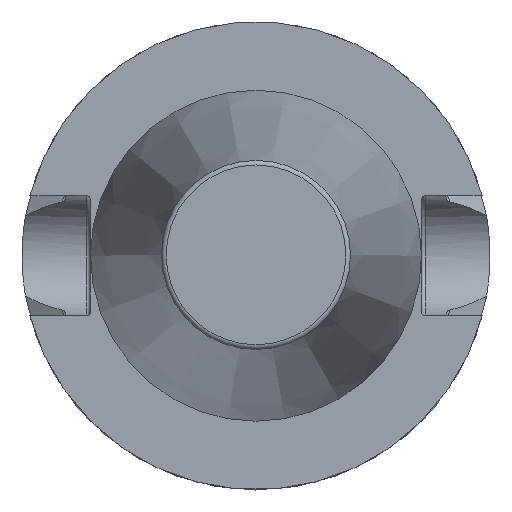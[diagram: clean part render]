
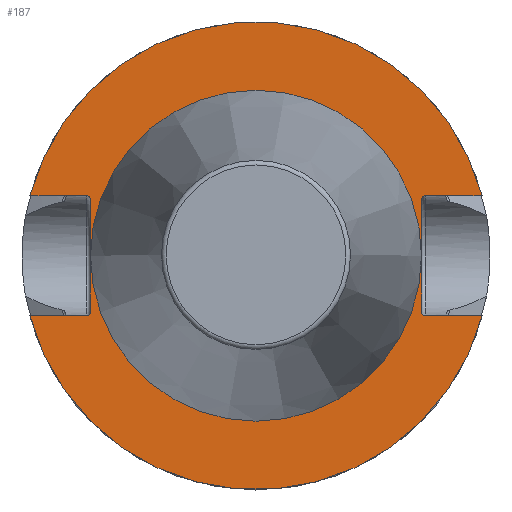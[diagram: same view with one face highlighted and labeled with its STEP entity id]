
A CAD part, top view. The second image highlights one B-rep face of the part: STEP entity #187.
In plain terms, the highlighted planar face has unit normal (0, 0, 1).
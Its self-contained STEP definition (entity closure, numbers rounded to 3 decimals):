
#134=LINE('',#1176,#160);
#135=LINE('',#1180,#161);
#136=LINE('',#1184,#162);
#137=LINE('',#1188,#163);
#138=LINE('',#1192,#164);
#139=LINE('',#1196,#165);
#160=VECTOR('',#939,1.);
#161=VECTOR('',#942,1.);
#162=VECTOR('',#945,1.);
#163=VECTOR('',#948,1.);
#164=VECTOR('',#951,1.);
#165=VECTOR('',#954,1.);
#187=ADVANCED_FACE('',(#251,#252),#239,.F.);
#239=PLANE('',#831);
#251=FACE_BOUND('',#299,.T.);
#252=FACE_BOUND('',#300,.T.);
#299=EDGE_LOOP('',(#375,#376,#377,#378,#379,#380,#381,#382,#383,#384,#385,
#386));
#300=EDGE_LOOP('',(#387));
#375=ORIENTED_EDGE('',*,*,#643,.T.);
#376=ORIENTED_EDGE('',*,*,#644,.F.);
#377=ORIENTED_EDGE('',*,*,#645,.T.);
#378=ORIENTED_EDGE('',*,*,#646,.F.);
#379=ORIENTED_EDGE('',*,*,#647,.T.);
#380=ORIENTED_EDGE('',*,*,#648,.T.);
#381=ORIENTED_EDGE('',*,*,#649,.T.);
#382=ORIENTED_EDGE('',*,*,#650,.F.);
#383=ORIENTED_EDGE('',*,*,#651,.T.);
#384=ORIENTED_EDGE('',*,*,#652,.T.);
#385=ORIENTED_EDGE('',*,*,#653,.T.);
#386=ORIENTED_EDGE('',*,*,#654,.T.);
#387=ORIENTED_EDGE('',*,*,#655,.T.);
#571=VERTEX_POINT('',#1174);
#572=VERTEX_POINT('',#1175);
#573=VERTEX_POINT('',#1177);
#574=VERTEX_POINT('',#1179);
#575=VERTEX_POINT('',#1181);
#576=VERTEX_POINT('',#1183);
#577=VERTEX_POINT('',#1185);
#578=VERTEX_POINT('',#1187);
#579=VERTEX_POINT('',#1189);
#580=VERTEX_POINT('',#1191);
#581=VERTEX_POINT('',#1193);
#582=VERTEX_POINT('',#1195);
#583=VERTEX_POINT('',#1198);
#643=EDGE_CURVE('',#571,#572,#741,.T.);
#644=EDGE_CURVE('',#573,#572,#134,.T.);
#645=EDGE_CURVE('',#573,#574,#742,.T.);
#646=EDGE_CURVE('',#575,#574,#135,.T.);
#647=EDGE_CURVE('',#575,#576,#743,.T.);
#648=EDGE_CURVE('',#576,#577,#136,.T.);
#649=EDGE_CURVE('',#577,#578,#744,.T.);
#650=EDGE_CURVE('',#579,#578,#137,.T.);
#651=EDGE_CURVE('',#579,#580,#745,.T.);
#652=EDGE_CURVE('',#580,#581,#138,.T.);
#653=EDGE_CURVE('',#581,#582,#746,.T.);
#654=EDGE_CURVE('',#582,#571,#139,.T.);
#655=EDGE_CURVE('',#583,#583,#747,.T.);
#741=CIRCLE('',#824,50.);
#742=CIRCLE('',#825,0.8);
#743=CIRCLE('',#826,0.8);
#744=CIRCLE('',#827,50.);
#745=CIRCLE('',#828,0.8);
#746=CIRCLE('',#829,0.8);
#747=CIRCLE('',#830,35.363);
#824=AXIS2_PLACEMENT_3D('',#1173,#937,#938);
#825=AXIS2_PLACEMENT_3D('',#1178,#940,#941);
#826=AXIS2_PLACEMENT_3D('',#1182,#943,#944);
#827=AXIS2_PLACEMENT_3D('',#1186,#946,#947);
#828=AXIS2_PLACEMENT_3D('',#1190,#949,#950);
#829=AXIS2_PLACEMENT_3D('',#1194,#952,#953);
#830=AXIS2_PLACEMENT_3D('',#1197,#955,#956);
#831=AXIS2_PLACEMENT_3D('',#1199,#957,#958);
#937=DIRECTION('',(0.,0.,1.));
#938=DIRECTION('',(0.966,0.257,0.));
#939=DIRECTION('',(-1.,0.,0.));
#940=DIRECTION('',(0.,0.,-1.));
#941=DIRECTION('',(0.,1.,0.));
#942=DIRECTION('',(0.,1.,0.));
#943=DIRECTION('',(0.,0.,-1.));
#944=DIRECTION('',(1.,0.,0.));
#945=DIRECTION('',(-1.,0.,0.));
#946=DIRECTION('',(0.,0.,1.));
#947=DIRECTION('',(-0.966,-0.257,0.));
#948=DIRECTION('',(1.,0.,0.));
#949=DIRECTION('',(0.,0.,-1.));
#950=DIRECTION('',(0.,-1.,0.));
#951=DIRECTION('',(0.,1.,0.));
#952=DIRECTION('',(0.,0.,-1.));
#953=DIRECTION('',(-1.,0.,0.));
#954=DIRECTION('',(1.,0.,0.));
#955=DIRECTION('',(0.,0.,-1.));
#956=DIRECTION('',(-1.,0.,0.));
#957=DIRECTION('',(0.,0.,-1.));
#958=DIRECTION('',(1.,0.,0.));
#1173=CARTESIAN_POINT('',(0.,0.,-3.));
#1174=CARTESIAN_POINT('',(48.321,12.85,-3.));
#1175=CARTESIAN_POINT('',(-48.321,12.85,-3.));
#1176=CARTESIAN_POINT('',(-36.2,12.85,-3.));
#1177=CARTESIAN_POINT('',(-36.2,12.85,-3.));
#1178=CARTESIAN_POINT('',(-36.2,12.05,-3.));
#1179=CARTESIAN_POINT('',(-35.4,12.05,-3.));
#1180=CARTESIAN_POINT('',(-35.4,-12.05,-3.));
#1181=CARTESIAN_POINT('',(-35.4,-12.05,-3.));
#1182=CARTESIAN_POINT('',(-36.2,-12.05,-3.));
#1183=CARTESIAN_POINT('',(-36.2,-12.85,-3.));
#1184=CARTESIAN_POINT('',(-36.2,-12.85,-3.));
#1185=CARTESIAN_POINT('',(-48.321,-12.85,-3.));
#1186=CARTESIAN_POINT('',(0.,0.,-3.));
#1187=CARTESIAN_POINT('',(48.321,-12.85,-3.));
#1188=CARTESIAN_POINT('',(36.2,-12.85,-3.));
#1189=CARTESIAN_POINT('',(36.2,-12.85,-3.));
#1190=CARTESIAN_POINT('',(36.2,-12.05,-3.));
#1191=CARTESIAN_POINT('',(35.4,-12.05,-3.));
#1192=CARTESIAN_POINT('',(35.4,-12.05,-3.));
#1193=CARTESIAN_POINT('',(35.4,12.05,-3.));
#1194=CARTESIAN_POINT('',(36.2,12.05,-3.));
#1195=CARTESIAN_POINT('',(36.2,12.85,-3.));
#1196=CARTESIAN_POINT('',(36.2,12.85,-3.));
#1197=CARTESIAN_POINT('',(0.,0.,-3.));
#1198=CARTESIAN_POINT('',(-35.363,0.,-3.));
#1199=CARTESIAN_POINT('',(0.,35.363,-3.));
